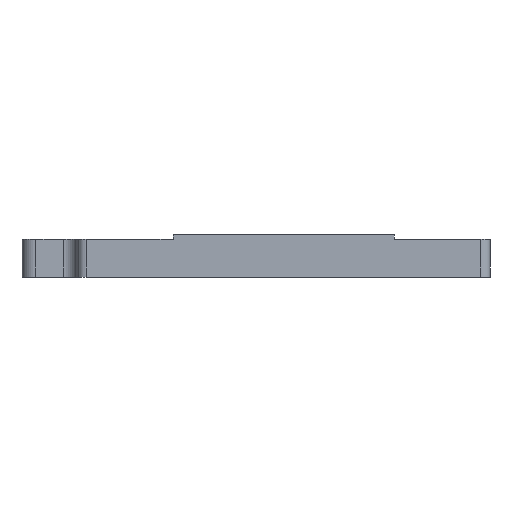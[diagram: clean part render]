
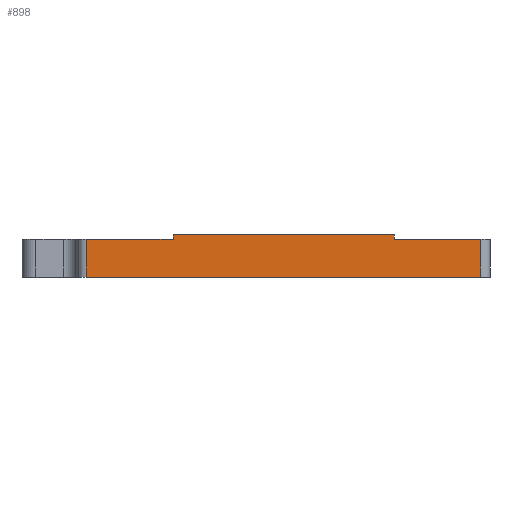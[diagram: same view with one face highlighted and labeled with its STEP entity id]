
A CAD part, left-side view. The second image highlights one B-rep face of the part: STEP entity #898.
In plain terms, the highlighted planar face has unit normal (-1, 0, 0).
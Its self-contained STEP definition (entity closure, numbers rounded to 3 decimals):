
#382 = VERTEX_POINT('',#383);
#383 = CARTESIAN_POINT('',(-29.3,42.8,8.2));
#390 = EDGE_CURVE('',#382,#391,#393,.T.);
#391 = VERTEX_POINT('',#392);
#392 = CARTESIAN_POINT('',(-29.3,24.,8.2));
#393 = LINE('',#394,#395);
#394 = CARTESIAN_POINT('',(-29.3,42.8,8.2));
#395 = VECTOR('',#396,1.);
#396 = DIRECTION('',(0.,-1.,0.));
#847 = VERTEX_POINT('',#848);
#848 = CARTESIAN_POINT('',(-29.3,24.,9.2));
#854 = EDGE_CURVE('',#391,#847,#855,.T.);
#855 = LINE('',#856,#857);
#856 = CARTESIAN_POINT('',(-29.3,24.,7.2));
#857 = VECTOR('',#858,1.);
#858 = DIRECTION('',(0.,0.,1.));
#898 = ADVANCED_FACE('',(#899),#949,.T.);
#899 = FACE_BOUND('',#900,.T.);
#900 = EDGE_LOOP('',(#901,#911,#919,#927,#935,#941,#942,#943));
#901 = ORIENTED_EDGE('',*,*,#902,.T.);
#902 = EDGE_CURVE('',#903,#905,#907,.T.);
#903 = VERTEX_POINT('',#904);
#904 = CARTESIAN_POINT('',(-29.3,42.8,0.));
#905 = VERTEX_POINT('',#906);
#906 = CARTESIAN_POINT('',(-29.3,-42.8,0.));
#907 = LINE('',#908,#909);
#908 = CARTESIAN_POINT('',(-29.3,42.8,0.));
#909 = VECTOR('',#910,1.);
#910 = DIRECTION('',(0.,-1.,0.));
#911 = ORIENTED_EDGE('',*,*,#912,.T.);
#912 = EDGE_CURVE('',#905,#913,#915,.T.);
#913 = VERTEX_POINT('',#914);
#914 = CARTESIAN_POINT('',(-29.3,-42.8,8.2));
#915 = LINE('',#916,#917);
#916 = CARTESIAN_POINT('',(-29.3,-42.8,0.));
#917 = VECTOR('',#918,1.);
#918 = DIRECTION('',(0.,0.,1.));
#919 = ORIENTED_EDGE('',*,*,#920,.F.);
#920 = EDGE_CURVE('',#921,#913,#923,.T.);
#921 = VERTEX_POINT('',#922);
#922 = CARTESIAN_POINT('',(-29.3,-24.,8.2));
#923 = LINE('',#924,#925);
#924 = CARTESIAN_POINT('',(-29.3,42.8,8.2));
#925 = VECTOR('',#926,1.);
#926 = DIRECTION('',(0.,-1.,0.));
#927 = ORIENTED_EDGE('',*,*,#928,.T.);
#928 = EDGE_CURVE('',#921,#929,#931,.T.);
#929 = VERTEX_POINT('',#930);
#930 = CARTESIAN_POINT('',(-29.3,-24.,9.2));
#931 = LINE('',#932,#933);
#932 = CARTESIAN_POINT('',(-29.3,-24.,7.2));
#933 = VECTOR('',#934,1.);
#934 = DIRECTION('',(0.,0.,1.));
#935 = ORIENTED_EDGE('',*,*,#936,.T.);
#936 = EDGE_CURVE('',#929,#847,#937,.T.);
#937 = LINE('',#938,#939);
#938 = CARTESIAN_POINT('',(-29.3,-24.,9.2));
#939 = VECTOR('',#940,1.);
#940 = DIRECTION('',(0.,1.,0.));
#941 = ORIENTED_EDGE('',*,*,#854,.F.);
#942 = ORIENTED_EDGE('',*,*,#390,.F.);
#943 = ORIENTED_EDGE('',*,*,#944,.F.);
#944 = EDGE_CURVE('',#903,#382,#945,.T.);
#945 = LINE('',#946,#947);
#946 = CARTESIAN_POINT('',(-29.3,42.8,0.));
#947 = VECTOR('',#948,1.);
#948 = DIRECTION('',(0.,0.,1.));
#949 = PLANE('',#950);
#950 = AXIS2_PLACEMENT_3D('',#951,#952,#953);
#951 = CARTESIAN_POINT('',(-29.3,0.,4.402));
#952 = DIRECTION('',(-1.,-0.,-0.));
#953 = DIRECTION('',(0.,0.,-1.));
